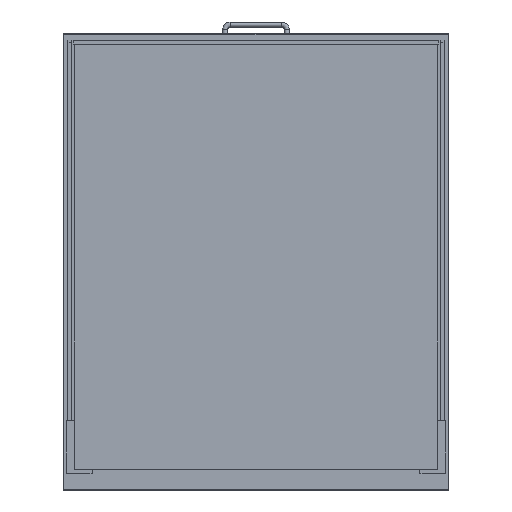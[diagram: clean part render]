
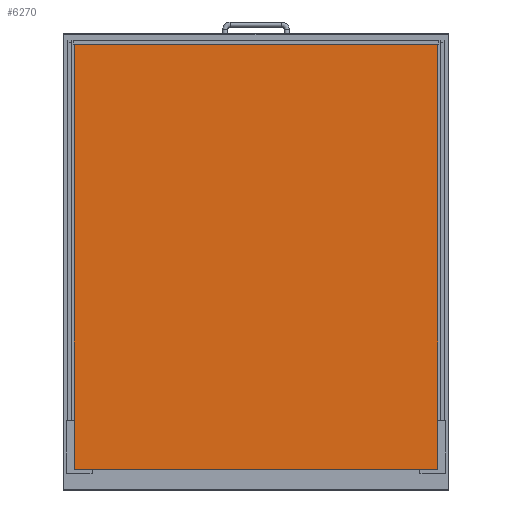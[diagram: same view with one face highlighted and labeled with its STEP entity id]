
A CAD part, front view. The second image highlights one B-rep face of the part: STEP entity #6270.
In plain terms, the highlighted planar face has unit normal (0, -1, 0).
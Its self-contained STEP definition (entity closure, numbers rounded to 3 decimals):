
#40 = LINE ( 'NONE', #83, #7254 ) ;
#83 = CARTESIAN_POINT ( 'NONE',  ( -282.5, 0., -330. ) ) ;
#316 = ORIENTED_EDGE ( 'NONE', *, *, #10089, .F. ) ;
#1253 = EDGE_LOOP ( 'NONE', ( #8989, #4132, #7621, #316 ) ) ;
#1839 = FACE_OUTER_BOUND ( 'NONE', #1253, .T. ) ;
#2868 = DIRECTION ( 'NONE',  ( 1., 0., 0. ) ) ;
#2978 = CARTESIAN_POINT ( 'NONE',  ( -282.5, 0., -330. ) ) ;
#3540 = EDGE_CURVE ( 'NONE', #9536, #4400, #11174, .T. ) ;
#3815 = EDGE_CURVE ( 'NONE', #8787, #9536, #11152, .T. ) ;
#4131 = VECTOR ( 'NONE', #13211, 1000. ) ;
#4132 = ORIENTED_EDGE ( 'NONE', *, *, #3815, .F. ) ;
#4272 = DIRECTION ( 'NONE',  ( 0., 0., 1. ) ) ;
#4400 = VERTEX_POINT ( 'NONE', #12642 ) ;
#4739 = PLANE ( 'NONE',  #11362 ) ;
#4881 = CARTESIAN_POINT ( 'NONE',  ( -282.5, 0., 330. ) ) ;
#5923 = VECTOR ( 'NONE', #2868, 1000. ) ;
#6052 = DIRECTION ( 'NONE',  ( -1., 0., 0. ) ) ;
#6227 = LINE ( 'NONE', #2978, #10313 ) ;
#6270 = ADVANCED_FACE ( 'NONE', ( #1839 ), #4739, .F. ) ;
#6374 = CARTESIAN_POINT ( 'NONE',  ( 282.5, 0., 330. ) ) ;
#6663 = CARTESIAN_POINT ( 'NONE',  ( -282.5, 0., -330. ) ) ;
#7254 = VECTOR ( 'NONE', #4272, 1000. ) ;
#7621 = ORIENTED_EDGE ( 'NONE', *, *, #8544, .F. ) ;
#8544 = EDGE_CURVE ( 'NONE', #11998, #8787, #40, .T. ) ;
#8787 = VERTEX_POINT ( 'NONE', #4881 ) ;
#8874 = CARTESIAN_POINT ( 'NONE',  ( 0., 0., 0. ) ) ;
#8989 = ORIENTED_EDGE ( 'NONE', *, *, #3540, .F. ) ;
#9157 = CARTESIAN_POINT ( 'NONE',  ( 282.5, 0., -330. ) ) ;
#9536 = VERTEX_POINT ( 'NONE', #6374 ) ;
#10089 = EDGE_CURVE ( 'NONE', #4400, #11998, #6227, .T. ) ;
#10313 = VECTOR ( 'NONE', #6052, 1000. ) ;
#10950 = DIRECTION ( 'NONE',  ( 0., 1., 0. ) ) ;
#11152 = LINE ( 'NONE', #13301, #5923 ) ;
#11174 = LINE ( 'NONE', #9157, #4131 ) ;
#11362 = AXIS2_PLACEMENT_3D ( 'NONE', #8874, #10950, #13053 ) ;
#11998 = VERTEX_POINT ( 'NONE', #6663 ) ;
#12642 = CARTESIAN_POINT ( 'NONE',  ( 282.5, 0., -330. ) ) ;
#13053 = DIRECTION ( 'NONE',  ( 0., 0., 1. ) ) ;
#13211 = DIRECTION ( 'NONE',  ( 0., 0., -1. ) ) ;
#13301 = CARTESIAN_POINT ( 'NONE',  ( -282.5, 0., 330. ) ) ;
